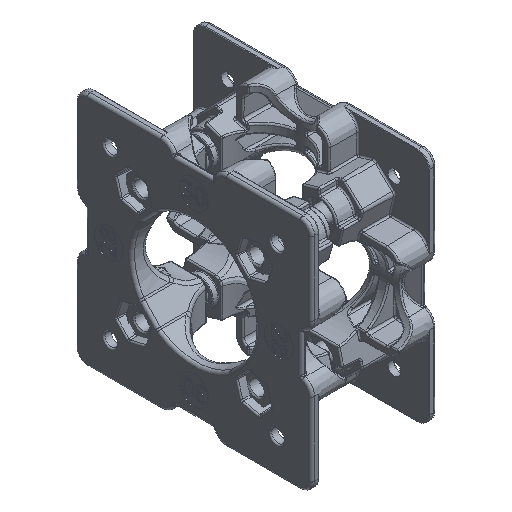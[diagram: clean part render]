
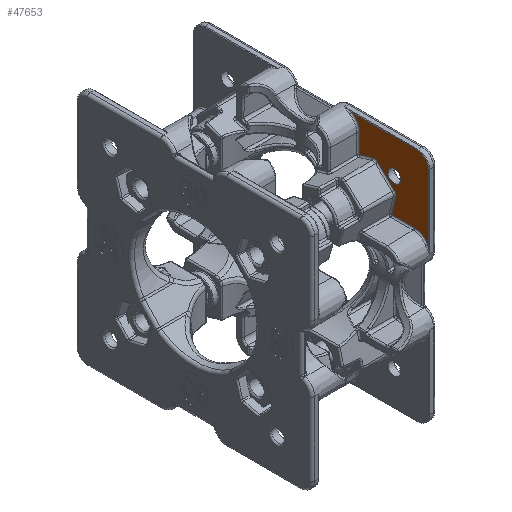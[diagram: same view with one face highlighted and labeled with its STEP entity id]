
A CAD part, isometric view. The second image highlights one B-rep face of the part: STEP entity #47653.
In plain terms, the highlighted face is planar.
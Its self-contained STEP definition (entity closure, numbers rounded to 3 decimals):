
#339=FACE_BOUND('',#11614,.T.);
#465=PLANE('',#51568);
#3480=LINE('',#84481,#5782);
#3481=LINE('',#84485,#5783);
#3482=LINE('',#84487,#5784);
#3483=LINE('',#84491,#5785);
#3484=LINE('',#84495,#5786);
#3485=LINE('',#84497,#5787);
#3486=LINE('',#84501,#5788);
#5782=VECTOR('',#58492,1000.);
#5783=VECTOR('',#58495,1000.);
#5784=VECTOR('',#58496,1000.);
#5785=VECTOR('',#58499,1000.);
#5786=VECTOR('',#58502,1000.);
#5787=VECTOR('',#58503,1000.);
#5788=VECTOR('',#58506,1000.);
#8291=FACE_OUTER_BOUND('',#11613,.T.);
#11613=EDGE_LOOP('',(#33244,#33245,#33246,#33247,#33248,#33249,#33250,#33251,
#33252,#33253,#33254,#33255));
#11614=EDGE_LOOP('',(#33256));
#16562=CIRCLE('',#50995,2.209);
#16872=CIRCLE('',#51569,5.491);
#16873=CIRCLE('',#51570,1.943);
#16874=CIRCLE('',#51571,1.943);
#16875=CIRCLE('',#51572,5.491);
#16876=CIRCLE('',#51573,3.803);
#19781=VERTEX_POINT('',#71286);
#20826=VERTEX_POINT('',#84479);
#20827=VERTEX_POINT('',#84480);
#20828=VERTEX_POINT('',#84482);
#20829=VERTEX_POINT('',#84484);
#20830=VERTEX_POINT('',#84486);
#20831=VERTEX_POINT('',#84488);
#20832=VERTEX_POINT('',#84490);
#20833=VERTEX_POINT('',#84492);
#20834=VERTEX_POINT('',#84494);
#20835=VERTEX_POINT('',#84496);
#20836=VERTEX_POINT('',#84498);
#20837=VERTEX_POINT('',#84500);
#24218=EDGE_CURVE('',#19781,#19781,#16562,.T.);
#25414=EDGE_CURVE('',#20826,#20827,#3480,.T.);
#25415=EDGE_CURVE('',#20827,#20828,#16872,.T.);
#25416=EDGE_CURVE('',#20828,#20829,#3481,.T.);
#25417=EDGE_CURVE('',#20829,#20830,#3482,.T.);
#25418=EDGE_CURVE('',#20830,#20831,#16873,.T.);
#25419=EDGE_CURVE('',#20831,#20832,#3483,.T.);
#25420=EDGE_CURVE('',#20832,#20833,#16874,.T.);
#25421=EDGE_CURVE('',#20833,#20834,#3484,.T.);
#25422=EDGE_CURVE('',#20834,#20835,#3485,.T.);
#25423=EDGE_CURVE('',#20835,#20836,#16875,.T.);
#25424=EDGE_CURVE('',#20836,#20837,#3486,.T.);
#25425=EDGE_CURVE('',#20837,#20826,#16876,.T.);
#33244=ORIENTED_EDGE('',*,*,#25414,.T.);
#33245=ORIENTED_EDGE('',*,*,#25415,.T.);
#33246=ORIENTED_EDGE('',*,*,#25416,.T.);
#33247=ORIENTED_EDGE('',*,*,#25417,.T.);
#33248=ORIENTED_EDGE('',*,*,#25418,.T.);
#33249=ORIENTED_EDGE('',*,*,#25419,.T.);
#33250=ORIENTED_EDGE('',*,*,#25420,.T.);
#33251=ORIENTED_EDGE('',*,*,#25421,.T.);
#33252=ORIENTED_EDGE('',*,*,#25422,.T.);
#33253=ORIENTED_EDGE('',*,*,#25423,.T.);
#33254=ORIENTED_EDGE('',*,*,#25424,.T.);
#33255=ORIENTED_EDGE('',*,*,#25425,.T.);
#33256=ORIENTED_EDGE('',*,*,#24218,.T.);
#47653=ADVANCED_FACE('',(#8291,#339),#465,.F.);
#50995=AXIS2_PLACEMENT_3D('',#71287,#56940,#56941);
#51568=AXIS2_PLACEMENT_3D('',#84478,#58490,#58491);
#51569=AXIS2_PLACEMENT_3D('',#84483,#58493,#58494);
#51570=AXIS2_PLACEMENT_3D('',#84489,#58497,#58498);
#51571=AXIS2_PLACEMENT_3D('',#84493,#58500,#58501);
#51572=AXIS2_PLACEMENT_3D('',#84499,#58504,#58505);
#51573=AXIS2_PLACEMENT_3D('',#84502,#58507,#58508);
#56940=DIRECTION('center_axis',(0.,1.,0.));
#56941=DIRECTION('ref_axis',(0.,0.,1.));
#58490=DIRECTION('center_axis',(0.,1.,0.));
#58491=DIRECTION('ref_axis',(0.,0.,1.));
#58492=DIRECTION('',(1.,0.,0.));
#58493=DIRECTION('center_axis',(0.,1.,0.));
#58494=DIRECTION('ref_axis',(0.,0.,1.));
#58495=DIRECTION('',(0.,0.,1.));
#58496=DIRECTION('',(-0.959,0.,-0.282));
#58497=DIRECTION('center_axis',(0.,1.,0.));
#58498=DIRECTION('ref_axis',(0.,0.,1.));
#58499=DIRECTION('',(-0.724,0.,0.69));
#58500=DIRECTION('center_axis',(0.,1.,0.));
#58501=DIRECTION('ref_axis',(0.,0.,1.));
#58502=DIRECTION('',(0.235,0.,0.972));
#58503=DIRECTION('',(-1.,0.,0.));
#58504=DIRECTION('center_axis',(0.,1.,0.));
#58505=DIRECTION('ref_axis',(0.,0.,1.));
#58506=DIRECTION('',(0.,0.,-1.));
#58507=DIRECTION('center_axis',(0.,-1.,0.));
#58508=DIRECTION('ref_axis',(0.,0.,1.));
#71286=CARTESIAN_POINT('',(-29.,17.4,-31.209));
#71287=CARTESIAN_POINT('Origin',(-29.,17.4,-29.));
#84478=CARTESIAN_POINT('Origin',(0.,17.4,0.));
#84479=CARTESIAN_POINT('',(-37.,17.4,-40.803));
#84480=CARTESIAN_POINT('',(-14.118,17.4,-40.803));
#84481=CARTESIAN_POINT('',(0.,17.4,-40.803));
#84482=CARTESIAN_POINT('',(-16.948,17.4,-36.));
#84483=CARTESIAN_POINT('Origin',(-11.456,17.4,-36.));
#84484=CARTESIAN_POINT('',(-16.948,17.4,-29.424));
#84485=CARTESIAN_POINT('',(-16.948,17.4,-29.279));
#84486=CARTESIAN_POINT('',(-21.353,17.4,-30.72));
#84487=CARTESIAN_POINT('',(-21.353,17.4,-30.72));
#84488=CARTESIAN_POINT('',(-23.241,17.4,-30.263));
#84489=CARTESIAN_POINT('Origin',(-21.901,17.4,-28.856));
#84490=CARTESIAN_POINT('',(-29.01,17.4,-24.768));
#84491=CARTESIAN_POINT('',(-29.01,17.4,-24.768));
#84492=CARTESIAN_POINT('',(-29.559,17.4,-22.904));
#84493=CARTESIAN_POINT('Origin',(-27.671,17.4,-23.361));
#84494=CARTESIAN_POINT('',(-28.117,17.4,-16.948));
#84495=CARTESIAN_POINT('',(-27.971,17.4,-16.342));
#84496=CARTESIAN_POINT('',(-36.,17.4,-16.948));
#84497=CARTESIAN_POINT('',(-36.,17.4,-16.948));
#84498=CARTESIAN_POINT('',(-40.803,17.4,-14.118));
#84499=CARTESIAN_POINT('Origin',(-36.,17.4,-11.456));
#84500=CARTESIAN_POINT('',(-40.803,17.4,-37.));
#84501=CARTESIAN_POINT('',(-40.803,17.4,0.));
#84502=CARTESIAN_POINT('Origin',(-37.,17.4,-37.));
